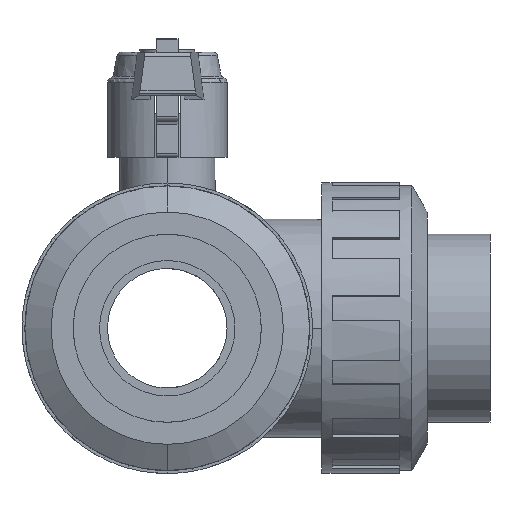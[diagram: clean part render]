
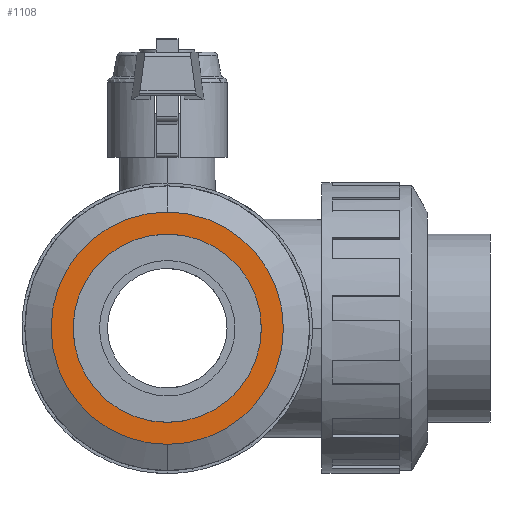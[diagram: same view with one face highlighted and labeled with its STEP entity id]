
A CAD part, left-side view. The second image highlights one B-rep face of the part: STEP entity #1108.
In plain terms, the highlighted planar face has unit normal (-1, 0, 0).
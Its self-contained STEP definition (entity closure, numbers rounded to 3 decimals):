
#1108=ADVANCED_FACE('',(#2275,#2276),#2277,.T.);
#2275=FACE_BOUND('',#3494,.T.);
#2276=FACE_OUTER_BOUND('',#3495,.T.);
#2277=PLANE('',#3496);
#3494=EDGE_LOOP('',(#6992,#6993));
#3495=EDGE_LOOP('',(#6994,#6995));
#3496=AXIS2_PLACEMENT_3D('',#6996,#6997,#6998);
#6992=ORIENTED_EDGE('',*,*,#8757,.F.);
#6993=ORIENTED_EDGE('',*,*,#7495,.F.);
#6994=ORIENTED_EDGE('',*,*,#7500,.T.);
#6995=ORIENTED_EDGE('',*,*,#8755,.T.);
#6996=CARTESIAN_POINT('',(-108.678,0.0,43.988));
#6997=DIRECTION('',(-1.0,0.0,0.0));
#6998=DIRECTION('',(0.0,-0.0,1.0));
#7495=EDGE_CURVE('',#9058,#9054,#9060,.T.);
#7500=EDGE_CURVE('',#9063,#9067,#9069,.T.);
#8755=EDGE_CURVE('',#9067,#9063,#10936,.T.);
#8757=EDGE_CURVE('',#9054,#9058,#10938,.T.);
#9054=VERTEX_POINT('',#11403);
#9058=VERTEX_POINT('',#11408);
#9060=CIRCLE('',#11411,39.375);
#9063=VERTEX_POINT('',#11414);
#9067=VERTEX_POINT('',#11419);
#9069=CIRCLE('',#11422,48.6);
#10936=CIRCLE('',#14381,48.6);
#10938=CIRCLE('',#14383,39.375);
#11403=CARTESIAN_POINT('',(-108.678,0.0,39.375));
#11408=CARTESIAN_POINT('',(-108.678,0.,-39.375));
#11411=AXIS2_PLACEMENT_3D('',#14703,#14704,#14705);
#11414=CARTESIAN_POINT('',(-108.678,0.0,48.6));
#11419=CARTESIAN_POINT('',(-108.678,0.,-48.6));
#11422=AXIS2_PLACEMENT_3D('',#14711,#14712,#14713);
#14381=AXIS2_PLACEMENT_3D('',#16224,#16225,#16226);
#14383=AXIS2_PLACEMENT_3D('',#16227,#16228,#16229);
#14703=CARTESIAN_POINT('',(-108.678,0.0,0.0));
#14704=DIRECTION('',(-1.0,0.0,0.0));
#14705=DIRECTION('',(0.0,-0.0,1.0));
#14711=CARTESIAN_POINT('',(-108.678,0.0,0.0));
#14712=DIRECTION('',(-1.0,0.0,0.0));
#14713=DIRECTION('',(0.0,-0.0,1.0));
#16224=CARTESIAN_POINT('',(-108.678,0.0,0.0));
#16225=DIRECTION('',(-1.0,0.0,0.0));
#16226=DIRECTION('',(0.0,-0.0,1.0));
#16227=CARTESIAN_POINT('',(-108.678,0.0,0.0));
#16228=DIRECTION('',(-1.0,0.0,0.0));
#16229=DIRECTION('',(0.0,-0.0,1.0));
